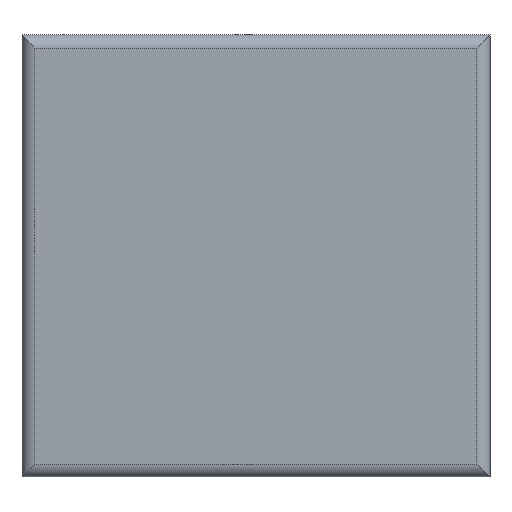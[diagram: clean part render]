
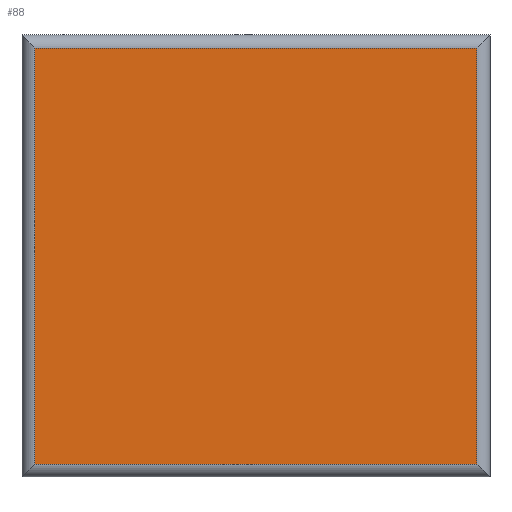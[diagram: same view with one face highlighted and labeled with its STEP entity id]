
A CAD part, left-side view. The second image highlights one B-rep face of the part: STEP entity #88.
In plain terms, the highlighted planar face has unit normal (-1, 0, 0).
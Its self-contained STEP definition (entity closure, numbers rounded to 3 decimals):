
#88=ADVANCED_FACE('',(#232),#233,.F.);
#232=FACE_OUTER_BOUND('',#431,.T.);
#233=PLANE('',#432);
#431=EDGE_LOOP('',(#624,#625,#626,#627));
#432=AXIS2_PLACEMENT_3D('',#628,#629,#630);
#624=ORIENTED_EDGE('',*,*,#1219,.T.);
#625=ORIENTED_EDGE('',*,*,#1220,.T.);
#626=ORIENTED_EDGE('',*,*,#1221,.T.);
#627=ORIENTED_EDGE('',*,*,#1222,.T.);
#628=CARTESIAN_POINT('',(0.0,9.0,8.5));
#629=DIRECTION('',(1.0,0.0,0.0));
#630=DIRECTION('',(0.0,0.0,-1.0));
#1219=EDGE_CURVE('',#1454,#1455,#1456,.T.);
#1220=EDGE_CURVE('',#1455,#1457,#1458,.T.);
#1221=EDGE_CURVE('',#1457,#1459,#1460,.T.);
#1222=EDGE_CURVE('',#1459,#1454,#1461,.T.);
#1454=VERTEX_POINT('',#1801);
#1455=VERTEX_POINT('',#1802);
#1456=LINE('',#1803,#1804);
#1457=VERTEX_POINT('',#1805);
#1458=LINE('',#1806,#1807);
#1459=VERTEX_POINT('',#1808);
#1460=LINE('',#1809,#1810);
#1461=LINE('',#1811,#1812);
#1801=CARTESIAN_POINT('',(0.0,17.5,16.5));
#1802=CARTESIAN_POINT('',(0.0,17.5,0.5));
#1803=CARTESIAN_POINT('',(0.0,17.5,16.5));
#1804=VECTOR('',#2314,1.0);
#1805=CARTESIAN_POINT('',(0.0,0.5,0.5));
#1806=CARTESIAN_POINT('',(0.0,17.5,0.5));
#1807=VECTOR('',#2315,1.0);
#1808=CARTESIAN_POINT('',(0.0,0.5,16.5));
#1809=CARTESIAN_POINT('',(0.0,0.5,0.5));
#1810=VECTOR('',#2316,1.0);
#1811=CARTESIAN_POINT('',(0.0,0.5,16.5));
#1812=VECTOR('',#2317,1.0);
#2314=DIRECTION('',(0.0,0.0,-1.0));
#2315=DIRECTION('',(0.0,-1.0,0.0));
#2316=DIRECTION('',(0.0,0.0,1.0));
#2317=DIRECTION('',(0.0,1.0,0.0));
